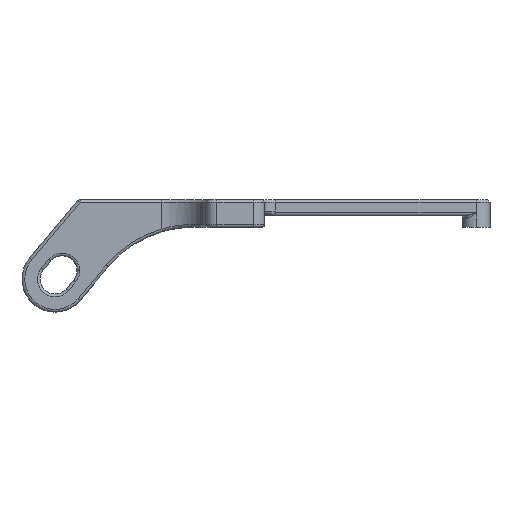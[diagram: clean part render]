
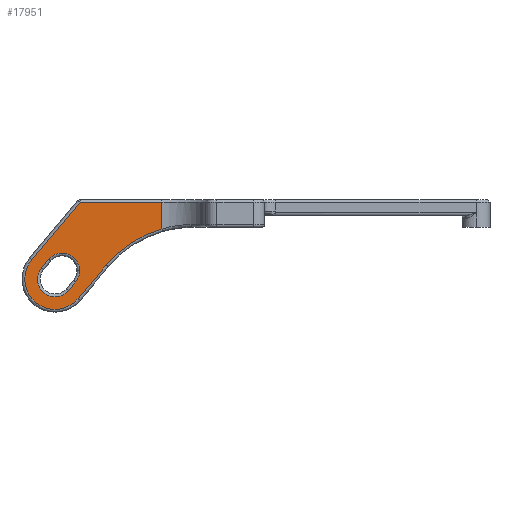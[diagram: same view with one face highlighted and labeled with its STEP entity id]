
A CAD part, left-side view. The second image highlights one B-rep face of the part: STEP entity #17951.
In plain terms, the highlighted planar face has unit normal (-1, 0, 0).
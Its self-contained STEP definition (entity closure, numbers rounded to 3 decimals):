
#5 = DIRECTION ( 'NONE',  ( 0., 0.643, -0.766 ) ) ;
#174 = VERTEX_POINT ( 'NONE', #7328 ) ;
#729 = DIRECTION ( 'NONE',  ( 0., 1., 0. ) ) ;
#982 = AXIS2_PLACEMENT_3D ( 'NONE', #23720, #19894, #729 ) ;
#1011 = PLANE ( 'NONE',  #17148 ) ;
#1039 = CIRCLE ( 'NONE', #5553, 3.2 ) ;
#1079 = CIRCLE ( 'NONE', #4785, 20.5 ) ;
#1268 = DIRECTION ( 'NONE',  ( 0., 0.643, -0.766 ) ) ;
#1450 = ORIENTED_EDGE ( 'NONE', *, *, #15645, .T. ) ;
#1483 = CIRCLE ( 'NONE', #22375, 5.5 ) ;
#1800 = LINE ( 'NONE', #15678, #20198 ) ;
#2213 = DIRECTION ( 'NONE',  ( -1., 0., 0. ) ) ;
#2357 = ORIENTED_EDGE ( 'NONE', *, *, #11935, .T. ) ;
#2799 = EDGE_LOOP ( 'NONE', ( #20555, #24460, #7600, #21020, #16556, #20629 ) ) ;
#2946 = DIRECTION ( 'NONE',  ( -1., 0., 0. ) ) ;
#3286 = ORIENTED_EDGE ( 'NONE', *, *, #13571, .T. ) ;
#3456 = LINE ( 'NONE', #7425, #5911 ) ;
#3964 = AXIS2_PLACEMENT_3D ( 'NONE', #16756, #14818, #15076 ) ;
#4041 = VERTEX_POINT ( 'NONE', #12618 ) ;
#4080 = DIRECTION ( 'NONE',  ( 0., -0.643, 0.766 ) ) ;
#4192 = EDGE_CURVE ( 'NONE', #4362, #174, #1800, .T. ) ;
#4298 = DIRECTION ( 'NONE',  ( 1., 0., 0. ) ) ;
#4362 = VERTEX_POINT ( 'NONE', #8853 ) ;
#4785 = AXIS2_PLACEMENT_3D ( 'NONE', #23805, #4298, #10330 ) ;
#4855 = VECTOR ( 'NONE', #5518, 1000. ) ;
#5253 = LINE ( 'NONE', #18876, #6342 ) ;
#5518 = DIRECTION ( 'NONE',  ( 0., -0.643, 0.766 ) ) ;
#5553 = AXIS2_PLACEMENT_3D ( 'NONE', #13891, #11971, #13769 ) ;
#5911 = VECTOR ( 'NONE', #21304, 1000. ) ;
#6342 = VECTOR ( 'NONE', #1268, 1000. ) ;
#6643 = CARTESIAN_POINT ( 'NONE',  ( -86.942, -18.625, 5.287 ) ) ;
#6771 = EDGE_CURVE ( 'NONE', #4041, #15124, #14123, .T. ) ;
#7048 = CARTESIAN_POINT ( 'NONE',  ( -86.942, -34.307, 14.921 ) ) ;
#7052 = CARTESIAN_POINT ( 'NONE',  ( -86.942, 40.875, 20.396 ) ) ;
#7171 = DIRECTION ( 'NONE',  ( 0., 0., -1. ) ) ;
#7328 = CARTESIAN_POINT ( 'NONE',  ( -86.942, -39.21, 10.807 ) ) ;
#7425 = CARTESIAN_POINT ( 'NONE',  ( -86.942, -33.144, 0.4 ) ) ;
#7600 = ORIENTED_EDGE ( 'NONE', *, *, #22998, .T. ) ;
#7714 = VECTOR ( 'NONE', #7171, 1000. ) ;
#7908 = VERTEX_POINT ( 'NONE', #19734 ) ;
#8121 = CARTESIAN_POINT ( 'NONE',  ( -86.942, -38.044, 14.396 ) ) ;
#8853 = CARTESIAN_POINT ( 'NONE',  ( -86.942, -40.495, 12.34 ) ) ;
#8983 = FACE_OUTER_BOUND ( 'NONE', #2799, .T. ) ;
#9606 = CARTESIAN_POINT ( 'NONE',  ( -86.942, -18.625, 20.396 ) ) ;
#9692 = VERTEX_POINT ( 'NONE', #24526 ) ;
#10031 = VECTOR ( 'NONE', #4080, 1000. ) ;
#10330 = DIRECTION ( 'NONE',  ( 0., 1., 0. ) ) ;
#11159 = LINE ( 'NONE', #9606, #7714 ) ;
#11647 = EDGE_CURVE ( 'NONE', #25092, #7908, #5253, .T. ) ;
#11833 = EDGE_CURVE ( 'NONE', #9692, #14718, #3456, .T. ) ;
#11935 = EDGE_CURVE ( 'NONE', #15124, #12769, #17822, .T. ) ;
#11971 = DIRECTION ( 'NONE',  ( 1., 0., 0. ) ) ;
#12618 = CARTESIAN_POINT ( 'NONE',  ( -86.942, -33.558, 12.864 ) ) ;
#12769 = VERTEX_POINT ( 'NONE', #17689 ) ;
#13571 = EDGE_CURVE ( 'NONE', #12769, #4362, #1039, .T. ) ;
#13769 = DIRECTION ( 'NONE',  ( 0., 1., 0. ) ) ;
#13891 = CARTESIAN_POINT ( 'NONE',  ( -86.942, -38.044, 14.396 ) ) ;
#14123 = CIRCLE ( 'NONE', #982, 3.2 ) ;
#14204 = CIRCLE ( 'NONE', #3964, 3.2 ) ;
#14543 = EDGE_CURVE ( 'NONE', #23468, #25092, #1483, .T. ) ;
#14718 = VERTEX_POINT ( 'NONE', #22235 ) ;
#14818 = DIRECTION ( 'NONE',  ( 1., 0., 0. ) ) ;
#15076 = DIRECTION ( 'NONE',  ( 0., 1., 0. ) ) ;
#15124 = VERTEX_POINT ( 'NONE', #7048 ) ;
#15421 = EDGE_CURVE ( 'NONE', #7908, #20954, #1079, .T. ) ;
#15580 = DIRECTION ( 'NONE',  ( 0., 1., 0. ) ) ;
#15645 = EDGE_CURVE ( 'NONE', #174, #4041, #14204, .T. ) ;
#15678 = CARTESIAN_POINT ( 'NONE',  ( -86.942, -10.842, -23. ) ) ;
#16556 = ORIENTED_EDGE ( 'NONE', *, *, #11647, .T. ) ;
#16756 = CARTESIAN_POINT ( 'NONE',  ( -86.942, -36.758, 12.864 ) ) ;
#16965 = CARTESIAN_POINT ( 'NONE',  ( -86.942, -42.257, 10.861 ) ) ;
#17080 = DIRECTION ( 'NONE',  ( 0., 1., 0. ) ) ;
#17148 = AXIS2_PLACEMENT_3D ( 'NONE', #7052, #2946, #17080 ) ;
#17689 = CARTESIAN_POINT ( 'NONE',  ( -86.942, -35.593, 16.453 ) ) ;
#17822 = LINE ( 'NONE', #23843, #10031 ) ;
#17951 = ADVANCED_FACE ( 'NONE', ( #24508, #8983 ), #1011, .T. ) ;
#18792 = EDGE_CURVE ( 'NONE', #20954, #9692, #11159, .T. ) ;
#18876 = CARTESIAN_POINT ( 'NONE',  ( -86.942, -28.705, 11.823 ) ) ;
#18896 = LINE ( 'NONE', #16965, #4855 ) ;
#18965 = CARTESIAN_POINT ( 'NONE',  ( -86.942, -42.257, 10.861 ) ) ;
#19734 = CARTESIAN_POINT ( 'NONE',  ( -86.942, -28.705, 11.823 ) ) ;
#19894 = DIRECTION ( 'NONE',  ( 1., 0., 0. ) ) ;
#20198 = VECTOR ( 'NONE', #5, 1000. ) ;
#20555 = ORIENTED_EDGE ( 'NONE', *, *, #18792, .T. ) ;
#20629 = ORIENTED_EDGE ( 'NONE', *, *, #15421, .T. ) ;
#20954 = VERTEX_POINT ( 'NONE', #6643 ) ;
#21020 = ORIENTED_EDGE ( 'NONE', *, *, #14543, .T. ) ;
#21304 = DIRECTION ( 'NONE',  ( 0., -1., 0. ) ) ;
#21718 = ORIENTED_EDGE ( 'NONE', *, *, #4192, .T. ) ;
#21808 = ORIENTED_EDGE ( 'NONE', *, *, #6771, .T. ) ;
#22235 = CARTESIAN_POINT ( 'NONE',  ( -86.942, -33.479, 0.4 ) ) ;
#22375 = AXIS2_PLACEMENT_3D ( 'NONE', #8121, #2213, #15580 ) ;
#22998 = EDGE_CURVE ( 'NONE', #14718, #23468, #18896, .T. ) ;
#23468 = VERTEX_POINT ( 'NONE', #18965 ) ;
#23479 = EDGE_LOOP ( 'NONE', ( #21718, #1450, #21808, #2357, #3286 ) ) ;
#23720 = CARTESIAN_POINT ( 'NONE',  ( -86.942, -36.758, 12.864 ) ) ;
#23805 = CARTESIAN_POINT ( 'NONE',  ( -86.942, -13.001, 25. ) ) ;
#23843 = CARTESIAN_POINT ( 'NONE',  ( -86.942, -5.94, -18.886 ) ) ;
#24287 = CARTESIAN_POINT ( 'NONE',  ( -86.942, -33.831, 17.932 ) ) ;
#24460 = ORIENTED_EDGE ( 'NONE', *, *, #11833, .T. ) ;
#24508 = FACE_BOUND ( 'NONE', #23479, .T. ) ;
#24526 = CARTESIAN_POINT ( 'NONE',  ( -86.942, -18.625, 0.4 ) ) ;
#25092 = VERTEX_POINT ( 'NONE', #24287 ) ;
